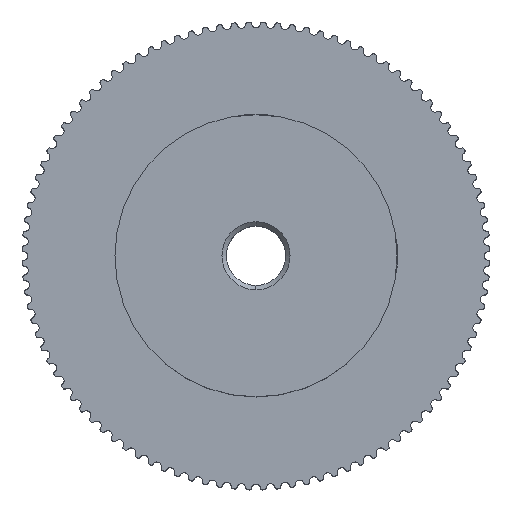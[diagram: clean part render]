
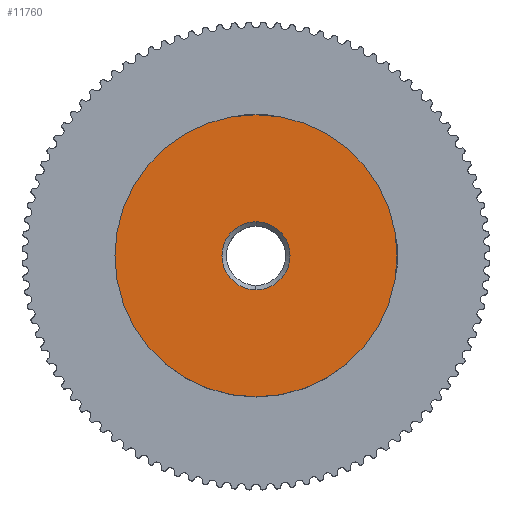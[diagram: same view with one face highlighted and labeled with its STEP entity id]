
A CAD part, top view. The second image highlights one B-rep face of the part: STEP entity #11760.
In plain terms, the highlighted planar face has unit normal (0, 0, 1).
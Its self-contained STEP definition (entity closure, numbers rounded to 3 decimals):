
#1=CARTESIAN_POINT('',(0.,0.,9.6));
#2=DIRECTION('',(0.,0.,1.));
#3=DIRECTION('',(0.,1.,0.));
#4=AXIS2_PLACEMENT_3D('',#1,#2,#3);
#6=CARTESIAN_POINT('',(0.,0.,9.6));
#7=DIRECTION('',(0.,0.,-1.));
#8=DIRECTION('',(0.,1.,0.));
#9=AXIS2_PLACEMENT_3D('',#6,#7,#8);
#20=CARTESIAN_POINT('',(0.,0.,9.6));
#21=DIRECTION('',(0.,0.,-1.));
#22=DIRECTION('',(0.,1.,0.));
#23=AXIS2_PLACEMENT_3D('',#20,#21,#22);
#5509=CARTESIAN_POINT('',(0.,0.,9.6));
#5510=DIRECTION('',(0.,0.,1.));
#5511=DIRECTION('',(0.,1.,0.));
#5512=AXIS2_PLACEMENT_3D('',#5509,#5510,#5511);
#9207=CARTESIAN_POINT('',(0.,19.05,9.6));
#9208=CARTESIAN_POINT('',(0.,-19.05,9.6));
#9209=VERTEX_POINT('',#9207);
#9210=VERTEX_POINT('',#9208);
#9375=CARTESIAN_POINT('',(0.,4.6,9.6));
#9376=CARTESIAN_POINT('',(0.,-4.6,9.6));
#9377=VERTEX_POINT('',#9375);
#9378=VERTEX_POINT('',#9376);
#11743=CARTESIAN_POINT('',(0.,0.,9.6));
#11744=DIRECTION('',(0.,0.,-1.));
#11745=DIRECTION('',(0.,-1.,0.));
#11746=AXIS2_PLACEMENT_3D('',#11743,#11744,#11745);
#11747=PLANE('',#11746);
#11749=ORIENTED_EDGE('',*,*,#11748,.F.);
#11751=ORIENTED_EDGE('',*,*,#11750,.T.);
#11752=EDGE_LOOP('',(#11749,#11751));
#11753=FACE_OUTER_BOUND('',#11752,.F.);
#11755=ORIENTED_EDGE('',*,*,#11754,.F.);
#11757=ORIENTED_EDGE('',*,*,#11756,.T.);
#11758=EDGE_LOOP('',(#11755,#11757));
#11759=FACE_BOUND('',#11758,.F.);
#11760=ADVANCED_FACE('',(#11753,#11759),#11747,.F.);
#5=CIRCLE('',#4,19.05);
#10=CIRCLE('',#9,19.05);
#24=CIRCLE('',#23,4.6);
#5513=CIRCLE('',#5512,4.6);
#11748=EDGE_CURVE('',#9209,#9210,#5,.T.);
#11750=EDGE_CURVE('',#9209,#9210,#10,.T.);
#11754=EDGE_CURVE('',#9377,#9378,#24,.T.);
#11756=EDGE_CURVE('',#9377,#9378,#5513,.T.);
